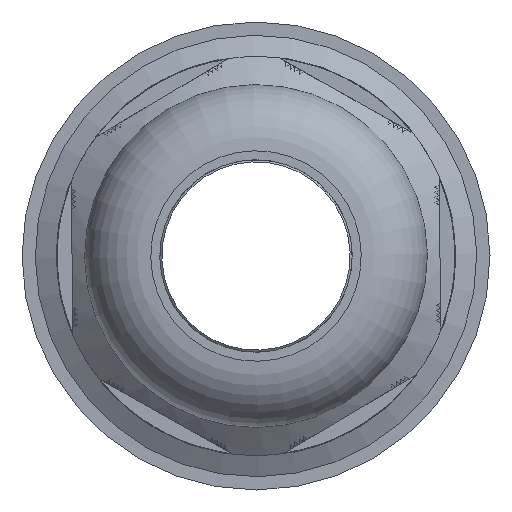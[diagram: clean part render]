
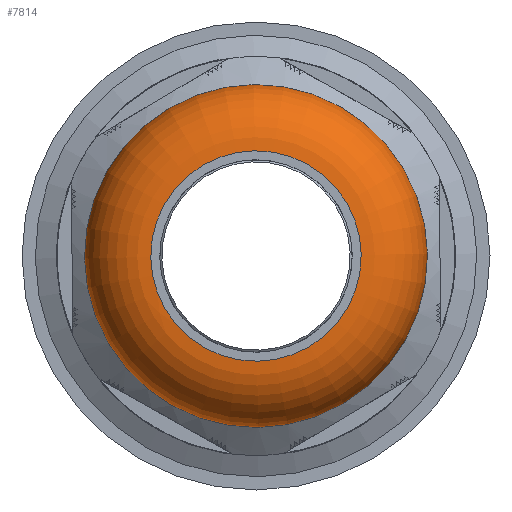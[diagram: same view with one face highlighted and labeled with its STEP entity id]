
A CAD part, left-side view. The second image highlights one B-rep face of the part: STEP entity #7814.
In plain terms, the highlighted toroidal (fillet/blend) face has major radius 7.15 mm and minor radius 4.5 mm.
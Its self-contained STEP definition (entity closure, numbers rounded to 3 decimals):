
#133=TOROIDAL_SURFACE('',#8472,7.15,4.5);
#161=FACE_BOUND('',#1147,.T.);
#713=FACE_OUTER_BOUND('',#1146,.T.);
#1146=EDGE_LOOP('',(#6523));
#1147=EDGE_LOOP('',(#6524));
#2834=CIRCLE('',#8473,11.65);
#2835=CIRCLE('',#8474,7.15);
#3520=VERTEX_POINT('',#14995);
#3521=VERTEX_POINT('',#14997);
#4568=EDGE_CURVE('',#3520,#3520,#2834,.T.);
#4569=EDGE_CURVE('',#3521,#3521,#2835,.T.);
#6523=ORIENTED_EDGE('',*,*,#4568,.T.);
#6524=ORIENTED_EDGE('',*,*,#4569,.T.);
#7814=ADVANCED_FACE('',(#713,#161),#133,.T.);
#8472=AXIS2_PLACEMENT_3D('',#14994,#10118,#10119);
#8473=AXIS2_PLACEMENT_3D('',#14996,#10120,#10121);
#8474=AXIS2_PLACEMENT_3D('',#14998,#10122,#10123);
#10118=DIRECTION('center_axis',(0.,0.,1.));
#10119=DIRECTION('ref_axis',(1.,0.,0.));
#10120=DIRECTION('center_axis',(0.,0.,1.));
#10121=DIRECTION('ref_axis',(-1.,0.,0.));
#10122=DIRECTION('center_axis',(0.,0.,-1.));
#10123=DIRECTION('ref_axis',(-1.,0.,0.));
#14994=CARTESIAN_POINT('Origin',(0.,0.,1.76));
#14995=CARTESIAN_POINT('',(11.65,0.,1.76));
#14996=CARTESIAN_POINT('Origin',(0.,0.,1.76));
#14997=CARTESIAN_POINT('',(7.15,0.,6.26));
#14998=CARTESIAN_POINT('Origin',(0.,0.,6.26));
